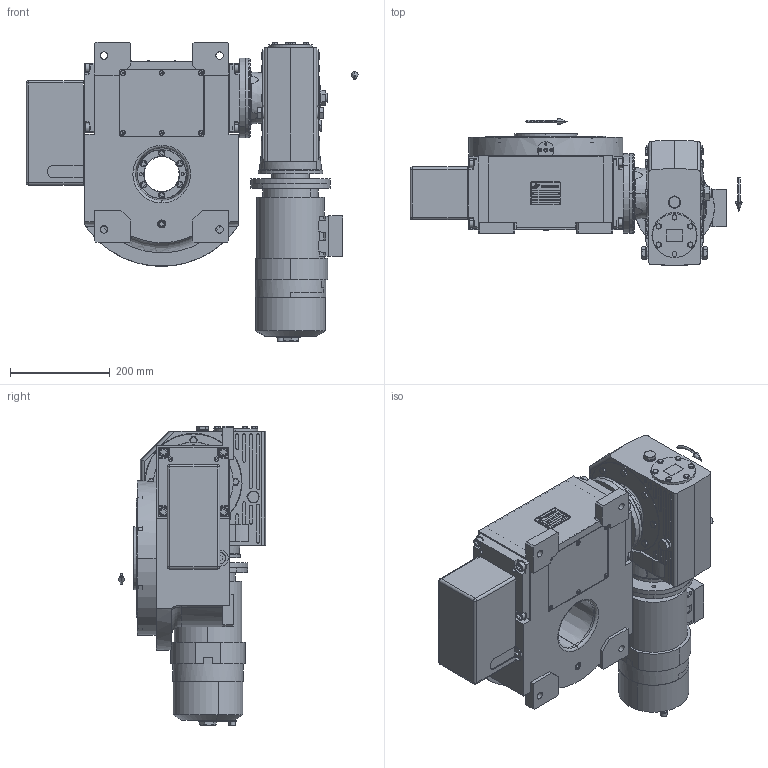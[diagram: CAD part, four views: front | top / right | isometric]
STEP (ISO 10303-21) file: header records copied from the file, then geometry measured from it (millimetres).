
FILE_DESCRIPTION (( 'STEP AP203' ), '1' );
FILE_NAME ('PC5201815.step', '2026-02-06T08:26:26', ( '' ), ( '' ), 'SwSTEP 2.0', 'SolidWorks 2020', '' );
FILE_SCHEMA (( 'CONFIG_CONTROL_DESIGN' ));
Length unit declared in the file: millimetre
Products named in the file (91): cfn2000_01_126; cfn2077_01_036; cfn2276_01_056; olio_agip_blasia_150; rig09_003_6; cfn2155_01_095; cfn2000_01_099; CFN2223_02_003.stp; freccia_angolare; AS_rig09_004; CFN2223_02_004.stp; cfn2476_01_002_60x46; CFN2203_02_002.stp; AS_rig09_016; cfn2070_05_009; 900_38_30_003; CFN2000_01_185.stp; cfn2115_02_058; cfn2205_01_015; rig09_004; cfn2000_01_081; rig09_007_master; cfn2000_01_151; cfn2155_01_196; PC5201815; AS_rig09_002_bl_003; cfn2003_01_054; AS_900_38_30_003; rig09_016; BA71B5; cfn2107_01_001; CFN2356_03_053.stp; rig09_071_6_m.stp; AS_cfn2476_01_002_60x46; cfn2128_19_002; 3_04_130_00; rig09_002_bl_003; 9004_2393; freccia_angolare_albero; rig09_010_s_001 ...
Assembly tree (79 placements, depth 5):
  cfn2077_01_036
  cfn2276_01_056
  olio_agip_blasia_150
  CFN2223_02_003.stp
  CFN2223_02_004.stp
Bounding box: 666.5 x 296 x 601.67 mm (x, y, z)
Volume: 18863939.4 mm3; surface area: 2104525.4 mm2
Topology: 69 solids, 71 shells, 3292 faces, 8161 edges, 5272 vertices
Faces by surface type: plane 1635, cylinder 1105, cone 416, torus 126, sphere 8, bspline 2
Entity records: 119645 total; most frequent: CARTESIAN_POINT 31795, DIRECTION 16587, ORIENTED_EDGE 15986, EDGE_CURVE 7993, AXIS2_PLACEMENT_3D 5958, VERTEX_POINT 5211, LINE 4671, VECTOR 4671
